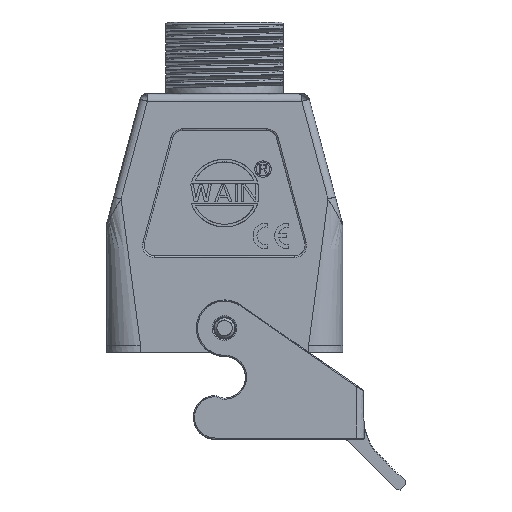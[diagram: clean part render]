
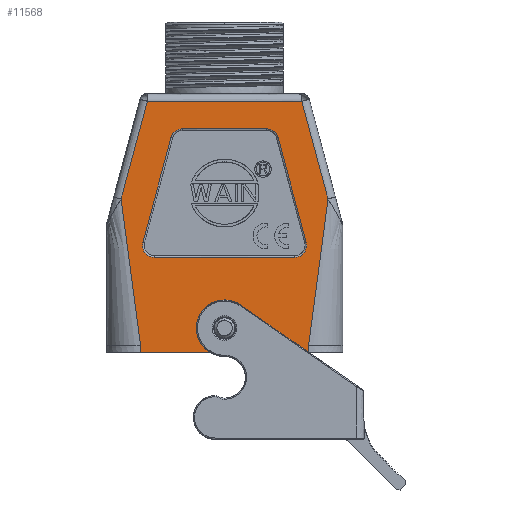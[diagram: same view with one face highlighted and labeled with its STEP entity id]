
A CAD part, top view. The second image highlights one B-rep face of the part: STEP entity #11568.
In plain terms, the highlighted planar face has unit normal (0, 0, 1).
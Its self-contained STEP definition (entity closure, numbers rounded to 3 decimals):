
#204=LINE('',#34634,#1947);
#205=LINE('',#34637,#1948);
#206=LINE('',#34639,#1949);
#207=LINE('',#34651,#1950);
#208=LINE('',#34671,#1951);
#209=LINE('',#34700,#1952);
#210=LINE('',#34712,#1953);
#211=LINE('',#34714,#1954);
#212=LINE('',#34716,#1955);
#1947=VECTOR('',#30831,1.);
#1948=VECTOR('',#30832,1.);
#1949=VECTOR('',#30833,1.);
#1950=VECTOR('',#30834,1.);
#1951=VECTOR('',#30835,1.);
#1952=VECTOR('',#30836,1.);
#1953=VECTOR('',#30837,1.);
#1954=VECTOR('',#30838,1.);
#1955=VECTOR('',#30839,1.);
#3686=FACE_BOUND('',#13675,.T.);
#3687=FACE_BOUND('',#13676,.T.);
#3688=FACE_BOUND('',#13677,.T.);
#11568=ADVANCED_FACE('',(#3686,#3687,#3688),#12393,.T.);
#12393=PLANE('',#30265);
#13675=EDGE_LOOP('',(#14610,#14611,#14612,#14613));
#13676=EDGE_LOOP('',(#14614,#14615,#14616,#14617,#14618,#14619,#14620,#14621));
#13677=EDGE_LOOP('',(#14622,#14623,#14624,#14625,#14626,#14627,#14628,#14629));
#14610=ORIENTED_EDGE('',*,*,#23386,.F.);
#14611=ORIENTED_EDGE('',*,*,#23387,.F.);
#14612=ORIENTED_EDGE('',*,*,#23388,.F.);
#14613=ORIENTED_EDGE('',*,*,#23389,.F.);
#14614=ORIENTED_EDGE('',*,*,#23390,.F.);
#14615=ORIENTED_EDGE('',*,*,#23391,.F.);
#14616=ORIENTED_EDGE('',*,*,#23392,.F.);
#14617=ORIENTED_EDGE('',*,*,#23393,.F.);
#14618=ORIENTED_EDGE('',*,*,#23394,.F.);
#14619=ORIENTED_EDGE('',*,*,#23395,.F.);
#14620=ORIENTED_EDGE('',*,*,#23396,.F.);
#14621=ORIENTED_EDGE('',*,*,#23397,.F.);
#14622=ORIENTED_EDGE('',*,*,#23398,.F.);
#14623=ORIENTED_EDGE('',*,*,#23399,.F.);
#14624=ORIENTED_EDGE('',*,*,#23400,.F.);
#14625=ORIENTED_EDGE('',*,*,#23401,.F.);
#14626=ORIENTED_EDGE('',*,*,#23402,.F.);
#14627=ORIENTED_EDGE('',*,*,#23403,.F.);
#14628=ORIENTED_EDGE('',*,*,#23404,.F.);
#14629=ORIENTED_EDGE('',*,*,#23405,.F.);
#18998=VERTEX_POINT('',#34635);
#18999=VERTEX_POINT('',#34636);
#19000=VERTEX_POINT('',#34638);
#19001=VERTEX_POINT('',#34640);
#19002=VERTEX_POINT('',#34652);
#19003=VERTEX_POINT('',#34653);
#19004=VERTEX_POINT('',#34660);
#19005=VERTEX_POINT('',#34665);
#19006=VERTEX_POINT('',#34670);
#19007=VERTEX_POINT('',#34672);
#19008=VERTEX_POINT('',#34677);
#19009=VERTEX_POINT('',#34682);
#19010=VERTEX_POINT('',#34693);
#19011=VERTEX_POINT('',#34694);
#19012=VERTEX_POINT('',#34699);
#19013=VERTEX_POINT('',#34701);
#19014=VERTEX_POINT('',#34706);
#19015=VERTEX_POINT('',#34711);
#19016=VERTEX_POINT('',#34713);
#19017=VERTEX_POINT('',#34715);
#23386=EDGE_CURVE('',#18998,#18999,#204,.T.);
#23387=EDGE_CURVE('',#19000,#18998,#205,.T.);
#23388=EDGE_CURVE('',#19001,#19000,#206,.T.);
#23389=EDGE_CURVE('',#18999,#19001,#27763,.T.);
#23390=EDGE_CURVE('',#19002,#19003,#207,.T.);
#23391=EDGE_CURVE('',#19004,#19002,#27764,.T.);
#23392=EDGE_CURVE('',#19005,#19004,#27765,.T.);
#23393=EDGE_CURVE('',#19006,#19005,#27766,.T.);
#23394=EDGE_CURVE('',#19007,#19006,#208,.T.);
#23395=EDGE_CURVE('',#19008,#19007,#27767,.T.);
#23396=EDGE_CURVE('',#19009,#19008,#27768,.T.);
#23397=EDGE_CURVE('',#19003,#19009,#27769,.T.);
#23398=EDGE_CURVE('',#19010,#19011,#27770,.T.);
#23399=EDGE_CURVE('',#19012,#19010,#27771,.T.);
#23400=EDGE_CURVE('',#19013,#19012,#209,.T.);
#23401=EDGE_CURVE('',#19014,#19013,#27772,.T.);
#23402=EDGE_CURVE('',#19015,#19014,#27773,.T.);
#23403=EDGE_CURVE('',#19016,#19015,#210,.T.);
#23404=EDGE_CURVE('',#19017,#19016,#211,.T.);
#23405=EDGE_CURVE('',#19011,#19017,#212,.T.);
#27763=B_SPLINE_CURVE_WITH_KNOTS('',3,(#34641,#34642,#34643,#34644,#34645,
#34646,#34647,#34648,#34649,#34650),.UNSPECIFIED.,.F.,.F.,(4,2,2,2,4),(0.,
0.25,0.5,0.75,1.),.UNSPECIFIED.);
#27764=B_SPLINE_CURVE_WITH_KNOTS('',3,(#34654,#34655,#34656,#34657,#34658,
#34659),.UNSPECIFIED.,.F.,.F.,(4,2,4),(0.,0.5,1.),.UNSPECIFIED.);
#27765=B_SPLINE_CURVE_WITH_KNOTS('',3,(#34661,#34662,#34663,#34664),
 .UNSPECIFIED.,.F.,.F.,(4,4),(0.,1.),.UNSPECIFIED.);
#27766=B_SPLINE_CURVE_WITH_KNOTS('',3,(#34666,#34667,#34668,#34669),
 .UNSPECIFIED.,.F.,.F.,(4,4),(0.,1.),.UNSPECIFIED.);
#27767=B_SPLINE_CURVE_WITH_KNOTS('',3,(#34673,#34674,#34675,#34676),
 .UNSPECIFIED.,.F.,.F.,(4,4),(0.,1.),.UNSPECIFIED.);
#27768=B_SPLINE_CURVE_WITH_KNOTS('',3,(#34678,#34679,#34680,#34681),
 .UNSPECIFIED.,.F.,.F.,(4,4),(0.,1.),.UNSPECIFIED.);
#27769=B_SPLINE_CURVE_WITH_KNOTS('',3,(#34683,#34684,#34685,#34686,#34687,
#34688),.UNSPECIFIED.,.F.,.F.,(4,2,4),(0.,0.5,1.),.UNSPECIFIED.);
#27770=B_SPLINE_CURVE_WITH_KNOTS('',3,(#34689,#34690,#34691,#34692),
 .UNSPECIFIED.,.F.,.F.,(4,4),(0.,1.),.UNSPECIFIED.);
#27771=B_SPLINE_CURVE_WITH_KNOTS('',3,(#34695,#34696,#34697,#34698),
 .UNSPECIFIED.,.F.,.F.,(4,4),(0.,1.),.UNSPECIFIED.);
#27772=B_SPLINE_CURVE_WITH_KNOTS('',3,(#34702,#34703,#34704,#34705),
 .UNSPECIFIED.,.F.,.F.,(4,4),(0.,1.),.UNSPECIFIED.);
#27773=B_SPLINE_CURVE_WITH_KNOTS('',3,(#34707,#34708,#34709,#34710),
 .UNSPECIFIED.,.F.,.F.,(4,4),(0.,1.),.UNSPECIFIED.);
#30265=AXIS2_PLACEMENT_3D('',#34717,#30840,#30841);
#30831=DIRECTION('',(0.,1.,0.));
#30832=DIRECTION('',(1.,0.,0.));
#30833=DIRECTION('',(0.,-1.,0.));
#30834=DIRECTION('',(1.,0.,0.));
#30835=DIRECTION('',(-1.,0.,0.));
#30836=DIRECTION('',(1.,0.,0.));
#30837=DIRECTION('',(0.,1.,0.));
#30838=DIRECTION('',(-1.,0.,0.));
#30839=DIRECTION('',(0.,-1.,0.));
#30840=DIRECTION('',(0.,0.,1.));
#30841=DIRECTION('',(1.,0.,0.));
#34634=CARTESIAN_POINT('',(3.25,28.15,13.425));
#34635=CARTESIAN_POINT('',(3.25,5.,13.425));
#34636=CARTESIAN_POINT('',(3.25,8.35,13.425));
#34637=CARTESIAN_POINT('',(0.,5.,13.425));
#34638=CARTESIAN_POINT('',(-3.25,5.,13.425));
#34639=CARTESIAN_POINT('',(-3.25,28.15,13.425));
#34640=CARTESIAN_POINT('',(-3.25,8.35,13.425));
#34641=CARTESIAN_POINT('',(3.25,8.35,13.425));
#34642=CARTESIAN_POINT('',(3.25,9.205,13.425));
#34643=CARTESIAN_POINT('',(2.911,10.034,13.425));
#34644=CARTESIAN_POINT('',(1.692,11.256,13.425));
#34645=CARTESIAN_POINT('',(0.861,11.6,13.425));
#34646=CARTESIAN_POINT('',(-0.863,11.6,13.425));
#34647=CARTESIAN_POINT('',(-1.693,11.255,13.425));
#34648=CARTESIAN_POINT('',(-2.911,10.033,13.425));
#34649=CARTESIAN_POINT('',(-3.25,9.201,13.425));
#34650=CARTESIAN_POINT('',(-3.25,8.35,13.425));
#34651=CARTESIAN_POINT('',(0.,22.2,13.425));
#34652=CARTESIAN_POINT('',(-13.743,22.2,13.425));
#34653=CARTESIAN_POINT('',(13.743,22.2,13.425));
#34654=CARTESIAN_POINT('',(-15.965,25.095,13.425));
#34655=CARTESIAN_POINT('',(-16.149,24.404,13.425));
#34656=CARTESIAN_POINT('',(-16.004,23.669,13.425));
#34657=CARTESIAN_POINT('',(-15.13,22.531,13.425));
#34658=CARTESIAN_POINT('',(-14.451,22.201,13.425));
#34659=CARTESIAN_POINT('',(-13.743,22.2,13.425));
#34660=CARTESIAN_POINT('',(-15.965,25.095,13.425));
#34661=CARTESIAN_POINT('',(-10.472,45.595,13.425));
#34662=CARTESIAN_POINT('',(-12.303,38.762,13.425));
#34663=CARTESIAN_POINT('',(-14.134,31.929,13.425));
#34664=CARTESIAN_POINT('',(-15.965,25.095,13.425));
#34665=CARTESIAN_POINT('',(-10.472,45.595,13.425));
#34666=CARTESIAN_POINT('',(-8.25,47.3,13.425));
#34667=CARTESIAN_POINT('',(-9.268,47.298,13.425));
#34668=CARTESIAN_POINT('',(-10.208,46.572,13.425));
#34669=CARTESIAN_POINT('',(-10.472,45.595,13.425));
#34670=CARTESIAN_POINT('',(-8.25,47.3,13.425));
#34671=CARTESIAN_POINT('',(0.,47.3,13.425));
#34672=CARTESIAN_POINT('',(8.25,47.3,13.425));
#34673=CARTESIAN_POINT('',(10.472,45.595,13.425));
#34674=CARTESIAN_POINT('',(10.206,46.578,13.425));
#34675=CARTESIAN_POINT('',(9.261,47.298,13.425));
#34676=CARTESIAN_POINT('',(8.25,47.3,13.425));
#34677=CARTESIAN_POINT('',(10.472,45.595,13.425));
#34678=CARTESIAN_POINT('',(15.965,25.095,13.425));
#34679=CARTESIAN_POINT('',(14.134,31.929,13.425));
#34680=CARTESIAN_POINT('',(12.303,38.762,13.425));
#34681=CARTESIAN_POINT('',(10.472,45.595,13.425));
#34682=CARTESIAN_POINT('',(15.965,25.095,13.425));
#34683=CARTESIAN_POINT('',(13.743,22.2,13.425));
#34684=CARTESIAN_POINT('',(14.458,22.201,13.425));
#34685=CARTESIAN_POINT('',(15.131,22.531,13.425));
#34686=CARTESIAN_POINT('',(16.004,23.67,13.425));
#34687=CARTESIAN_POINT('',(16.147,24.411,13.425));
#34688=CARTESIAN_POINT('',(15.965,25.095,13.425));
#34689=CARTESIAN_POINT('',(20.22,33.588,13.425));
#34690=CARTESIAN_POINT('',(18.955,24.059,13.425));
#34691=CARTESIAN_POINT('',(17.69,14.529,13.425));
#34692=CARTESIAN_POINT('',(16.425,5.,13.425));
#34693=CARTESIAN_POINT('',(20.22,33.588,13.425));
#34694=CARTESIAN_POINT('',(16.425,5.,13.425));
#34695=CARTESIAN_POINT('',(15.099,52.7,13.425));
#34696=CARTESIAN_POINT('',(16.806,46.329,13.425));
#34697=CARTESIAN_POINT('',(18.513,39.959,13.425));
#34698=CARTESIAN_POINT('',(20.22,33.588,13.425));
#34699=CARTESIAN_POINT('',(15.099,52.7,13.425));
#34700=CARTESIAN_POINT('',(0.,52.7,13.425));
#34701=CARTESIAN_POINT('',(-15.099,52.7,13.425));
#34702=CARTESIAN_POINT('',(-20.22,33.588,13.425));
#34703=CARTESIAN_POINT('',(-18.513,39.959,13.425));
#34704=CARTESIAN_POINT('',(-16.806,46.329,13.425));
#34705=CARTESIAN_POINT('',(-15.099,52.7,13.425));
#34706=CARTESIAN_POINT('',(-20.22,33.588,13.425));
#34707=CARTESIAN_POINT('',(-16.425,5.,13.425));
#34708=CARTESIAN_POINT('',(-17.69,14.529,13.425));
#34709=CARTESIAN_POINT('',(-18.955,24.059,13.425));
#34710=CARTESIAN_POINT('',(-20.22,33.588,13.425));
#34711=CARTESIAN_POINT('',(-16.425,5.,13.425));
#34712=CARTESIAN_POINT('',(-16.425,28.15,13.425));
#34713=CARTESIAN_POINT('',(-16.425,3.6,13.425));
#34714=CARTESIAN_POINT('',(0.,3.6,13.425));
#34715=CARTESIAN_POINT('',(16.425,3.6,13.425));
#34716=CARTESIAN_POINT('',(16.425,28.15,13.425));
#34717=CARTESIAN_POINT('',(-21.029,2.618,13.425));
